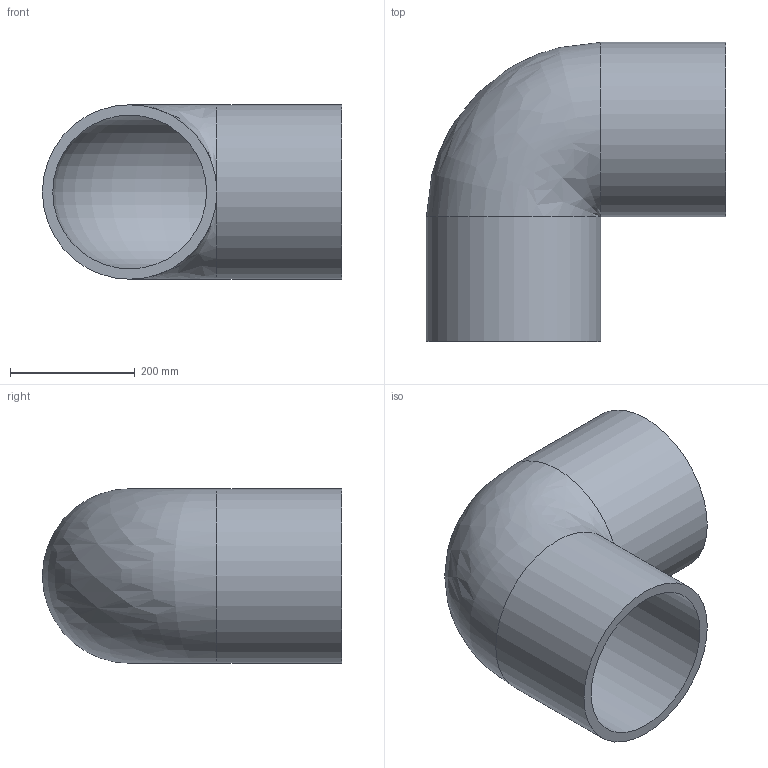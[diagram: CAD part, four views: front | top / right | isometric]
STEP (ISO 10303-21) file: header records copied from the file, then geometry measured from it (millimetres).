
FILE_DESCRIPTION(/* description */ ('PE100 Bend 90° with long ends, Ø280, SDR17 PN10'),/* implementation_level */ '2;1');
FILE_NAME(/* name */ 'GEL17-280',/* time_stamp */ '2022-07-06T16:12:10+02:00',/* author */ ('COAB Solutions'),/* organization */ ('GPA Flowsystem'),/* preprocessor_version */ 'ST-DEVELOPER v18.1',/* originating_system */ 'www.coabsolutions.com',/* authorisation */ '');
FILE_SCHEMA (('AUTOMOTIVE_DESIGN { 1 0 10303 214 3 1 1 }'));
Length unit declared in the file: millimetre
Products named in the file (1): GEL17-280
Bounding box: 480 x 480 x 280 mm (x, y, z)
Volume: 8875671.2 mm3; surface area: 1053918.3 mm2
Topology: 1 solids, 1 shells, 8 faces, 17 edges, 9 vertices
Faces by surface type: cylinder 4, plane 2, torus 1, bspline 1
Full cylindrical faces by diameter (mm): 246.8 x2, 280 x2
Entity records: 273 total; most frequent: CARTESIAN_POINT 59, DIRECTION 42, ORIENTED_EDGE 30, AXIS2_PLACEMENT_3D 19, EDGE_CURVE 15, CIRCLE 11, EDGE_LOOP 10, VERTEX_POINT 9
